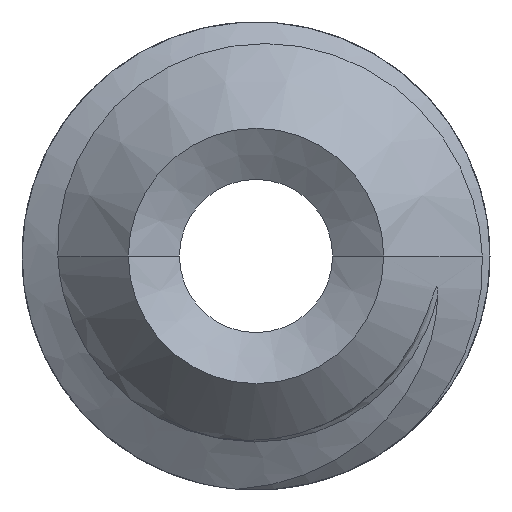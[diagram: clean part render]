
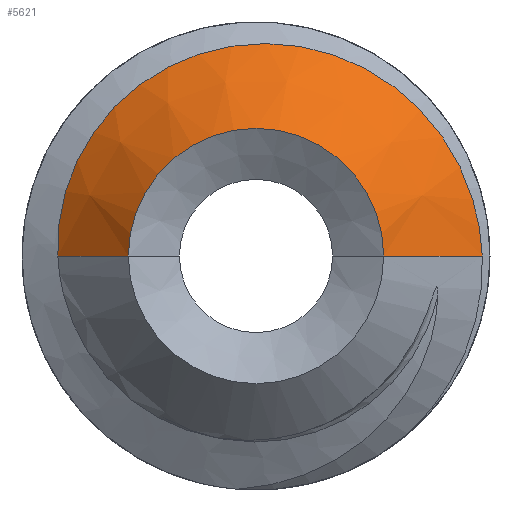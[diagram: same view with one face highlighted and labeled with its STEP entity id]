
A CAD part, left-side view. The second image highlights one B-rep face of the part: STEP entity #5621.
In plain terms, the highlighted conical face has half-angle 45 degrees and reference radius 1.056 mm.
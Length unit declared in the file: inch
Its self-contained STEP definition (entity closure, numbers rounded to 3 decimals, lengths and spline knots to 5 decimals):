
#1782=CARTESIAN_POINT('',(0.01658,0.04658,0.));
#1783=CARTESIAN_POINT('',(0.0167,0.0467,
0.0026));
#1784=CARTESIAN_POINT('',(0.01693,0.0465,
0.00785));
#1785=CARTESIAN_POINT('',(0.01729,0.04484,
0.01574));
#1786=CARTESIAN_POINT('',(0.01765,0.04185,
0.02325));
#1787=CARTESIAN_POINT('',(0.01799,0.03771,
0.03004));
#1788=CARTESIAN_POINT('',(0.01834,0.03249,
0.0361));
#1789=CARTESIAN_POINT('',(0.0187,0.02618,
0.04133));
#1790=CARTESIAN_POINT('',(0.01905,0.01907,
0.04543));
#1791=CARTESIAN_POINT('',(0.01939,0.01148,
0.04827));
#1792=CARTESIAN_POINT('',(0.01974,0.00336,
0.04986));
#1793=CARTESIAN_POINT('',(0.02009,-0.00495,
0.05007));
#1794=CARTESIAN_POINT('',(0.02043,-0.01309,
0.04893));
#1795=CARTESIAN_POINT('',(0.02078,-0.02102,
0.04647));
#1796=CARTESIAN_POINT('',(0.02113,-0.02863,
0.04265));
#1797=CARTESIAN_POINT('',(0.02148,-0.03555,
0.03756));
#1798=CARTESIAN_POINT('',(0.02182,-0.04148,
0.03144));
#1799=CARTESIAN_POINT('',(0.02216,-0.04631,
0.0245));
#1800=CARTESIAN_POINT('',(0.0225,-0.04997,
0.01684));
#1801=CARTESIAN_POINT('',(0.02284,-0.05238,
0.00857));
#1802=CARTESIAN_POINT('',(0.02307,-0.05307,
0.00287));
#1803=CARTESIAN_POINT('',(0.02318,-0.05318,0.));
#2368=DIRECTION('',(0.707,0.707,0.));
#2369=VECTOR('',#2368,0.02345);
#2370=CARTESIAN_POINT('',(0.,0.03,0.));
#2371=LINE('',#2370,#2369);
#2372=DIRECTION('',(0.707,-0.707,0.));
#2373=VECTOR('',#2372,0.03279);
#2374=CARTESIAN_POINT('',(0.,-0.03,0.));
#2375=LINE('',#2374,#2373);
#2376=CARTESIAN_POINT('',(0.,0.,0.));
#2377=DIRECTION('',(1.,0.,0.));
#2378=DIRECTION('',(0.,1.,0.));
#2379=AXIS2_PLACEMENT_3D('',#2376,#2377,#2378);
#2545=CARTESIAN_POINT('',(0.,0.03,0.));
#2546=CARTESIAN_POINT('',(0.01658,0.04658,0.));
#2547=VERTEX_POINT('',#2545);
#2548=VERTEX_POINT('',#2546);
#2549=CARTESIAN_POINT('',(0.,-0.03,0.));
#2550=CARTESIAN_POINT('',(0.02318,-0.05318,0.));
#2551=VERTEX_POINT('',#2549);
#2552=VERTEX_POINT('',#2550);
#5609=CARTESIAN_POINT('',(0.01159,0.,0.));
#5610=DIRECTION('',(1.,0.,0.));
#5611=DIRECTION('',(0.,-1.,0.));
#5612=AXIS2_PLACEMENT_3D('',#5609,#5610,#5611);
#5613=CONICAL_SURFACE('',#5612,0.04159,45.);
#5614=ORIENTED_EDGE('',*,*,#4003,.T.);
#5615=ORIENTED_EDGE('',*,*,#3987,.T.);
#5616=ORIENTED_EDGE('',*,*,#4007,.F.);
#5618=ORIENTED_EDGE('',*,*,#5617,.F.);
#5619=EDGE_LOOP('',(#5614,#5615,#5616,#5618));
#5620=FACE_OUTER_BOUND('',#5619,.F.);
#1804=B_SPLINE_CURVE_WITH_KNOTS('',3,(#1782,#1783,#1784,#1785,#1786,#1787,#1788,
#1789,#1790,#1791,#1792,#1793,#1794,#1795,#1796,#1797,#1798,#1799,#1800,#1801,
#1802,#1803),.UNSPECIFIED.,.F.,.F.,(4,1,1,1,1,1,1,1,1,1,1,1,1,1,1,1,1,1,1,4),(
0.,0.05263,0.10526,0.15789,0.21053,
0.26316,0.31579,0.36842,0.42105,
0.47368,0.52632,0.57895,0.63158,
0.68421,0.73684,0.78947,0.84211,
0.89474,0.94737,1.),.UNSPECIFIED.);
#2380=CIRCLE('',#2379,0.03);
#3987=EDGE_CURVE('',#2548,#2552,#1804,.T.);
#4003=EDGE_CURVE('',#2547,#2548,#2371,.T.);
#4007=EDGE_CURVE('',#2551,#2552,#2375,.T.);
#5617=EDGE_CURVE('',#2547,#2551,#2380,.T.);
#5621=ADVANCED_FACE('',(#5620),#5613,.T.);
